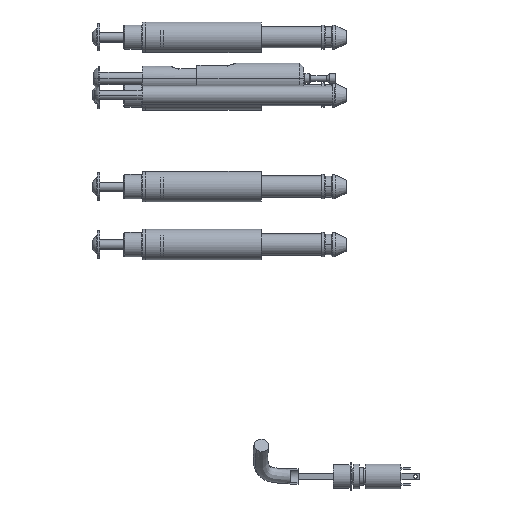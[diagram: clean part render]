
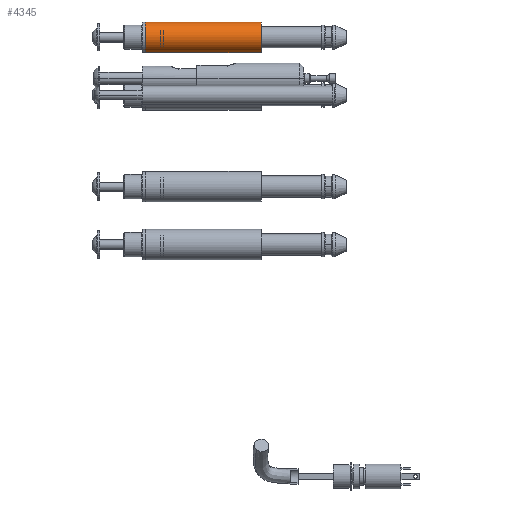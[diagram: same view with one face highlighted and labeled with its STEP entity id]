
A CAD part, left-side view. The second image highlights one B-rep face of the part: STEP entity #4345.
In plain terms, the highlighted cylindrical face has radius 5 mm (diameter 10 mm), a partial arc.
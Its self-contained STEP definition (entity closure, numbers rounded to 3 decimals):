
#349 = EDGE_LOOP ( 'NONE', ( #1444, #12167, #10720, #8527 ) ) ;
#406 = CARTESIAN_POINT ( 'NONE',  ( 0., 19., 5. ) ) ;
#999 = FACE_OUTER_BOUND ( 'NONE', #349, .T. ) ;
#1444 = ORIENTED_EDGE ( 'NONE', *, *, #9203, .F. ) ;
#1473 = LINE ( 'NONE', #12200, #11648 ) ;
#1576 = CARTESIAN_POINT ( 'NONE',  ( 0., 19., -5. ) ) ;
#1915 = EDGE_CURVE ( 'NONE', #7913, #7480, #6091, .T. ) ;
#2048 = AXIS2_PLACEMENT_3D ( 'NONE', #7152, #11271, #12222 ) ;
#2171 = VERTEX_POINT ( 'NONE', #10251 ) ;
#3426 = DIRECTION ( 'NONE',  ( 0., 0., 1. ) ) ;
#3496 = LINE ( 'NONE', #406, #8203 ) ;
#4142 = DIRECTION ( 'NONE',  ( 0., -1., 0. ) ) ;
#4345 = ADVANCED_FACE ( 'NONE', ( #999 ), #9939, .T. ) ;
#5039 = CARTESIAN_POINT ( 'NONE',  ( 0., 19., 5. ) ) ;
#5523 = DIRECTION ( 'NONE',  ( 0., 1., 0. ) ) ;
#5695 = AXIS2_PLACEMENT_3D ( 'NONE', #11567, #5523, #3426 ) ;
#6091 = CIRCLE ( 'NONE', #5695, 5. ) ;
#6333 = CARTESIAN_POINT ( 'NONE',  ( 0., -19., 5. ) ) ;
#6606 = EDGE_CURVE ( 'NONE', #2171, #9620, #12475, .T. ) ;
#7152 = CARTESIAN_POINT ( 'NONE',  ( 0., 19., 0. ) ) ;
#7480 = VERTEX_POINT ( 'NONE', #5039 ) ;
#7913 = VERTEX_POINT ( 'NONE', #1576 ) ;
#8203 = VECTOR ( 'NONE', #9257, 1000. ) ;
#8527 = ORIENTED_EDGE ( 'NONE', *, *, #6606, .T. ) ;
#8635 = CARTESIAN_POINT ( 'NONE',  ( 0., -19., 0. ) ) ;
#9071 = EDGE_CURVE ( 'NONE', #7913, #2171, #1473, .T. ) ;
#9203 = EDGE_CURVE ( 'NONE', #7480, #9620, #3496, .T. ) ;
#9257 = DIRECTION ( 'NONE',  ( 0., -1., 0. ) ) ;
#9620 = VERTEX_POINT ( 'NONE', #6333 ) ;
#9697 = DIRECTION ( 'NONE',  ( 0., 1., 0. ) ) ;
#9939 = CYLINDRICAL_SURFACE ( 'NONE', #2048, 5. ) ;
#10251 = CARTESIAN_POINT ( 'NONE',  ( 0., -19., -5. ) ) ;
#10625 = DIRECTION ( 'NONE',  ( 0., 0., 1. ) ) ;
#10720 = ORIENTED_EDGE ( 'NONE', *, *, #9071, .T. ) ;
#11271 = DIRECTION ( 'NONE',  ( 0., -1., 0. ) ) ;
#11567 = CARTESIAN_POINT ( 'NONE',  ( 0., 19., 0. ) ) ;
#11640 = AXIS2_PLACEMENT_3D ( 'NONE', #8635, #9697, #10625 ) ;
#11648 = VECTOR ( 'NONE', #4142, 1000. ) ;
#12167 = ORIENTED_EDGE ( 'NONE', *, *, #1915, .F. ) ;
#12200 = CARTESIAN_POINT ( 'NONE',  ( 0., 19., -5. ) ) ;
#12222 = DIRECTION ( 'NONE',  ( 0., 0., -1. ) ) ;
#12475 = CIRCLE ( 'NONE', #11640, 5. ) ;
